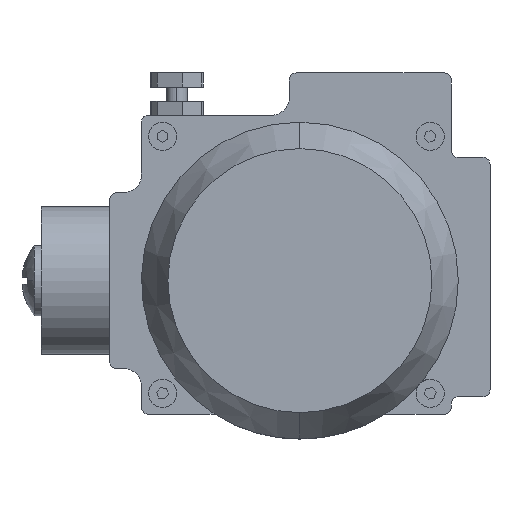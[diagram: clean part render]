
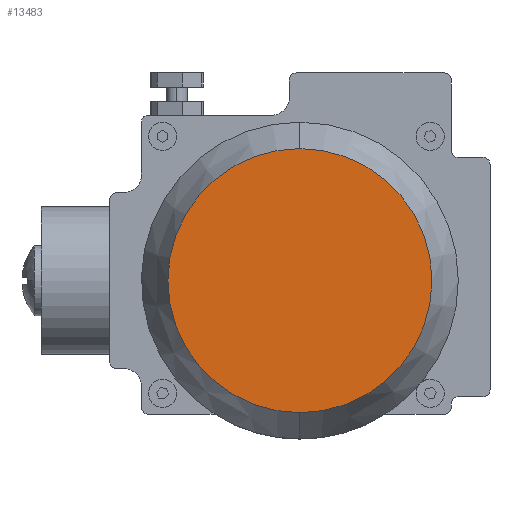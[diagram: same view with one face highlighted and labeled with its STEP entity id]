
A CAD part, left-side view. The second image highlights one B-rep face of the part: STEP entity #13483.
In plain terms, the highlighted planar face has unit normal (-1, 0, 0).
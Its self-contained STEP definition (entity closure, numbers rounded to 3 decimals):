
#89 = DIRECTION ( 'NONE',  ( 1., 0., 0. ) ) ;
#2267 = DIRECTION ( 'NONE',  ( 0., 0., -1. ) ) ;
#2967 = AXIS2_PLACEMENT_3D ( 'NONE', #11802, #3786, #9871 ) ;
#3228 = EDGE_LOOP ( 'NONE', ( #10791, #9101 ) ) ;
#3276 = CIRCLE ( 'NONE', #8972, 37.5 ) ;
#3467 = CARTESIAN_POINT ( 'NONE',  ( -106.5, 0., 0. ) ) ;
#3641 = PLANE ( 'NONE',  #8473 ) ;
#3786 = DIRECTION ( 'NONE',  ( 1., 0., 0. ) ) ;
#7100 = EDGE_CURVE ( 'NONE', #12010, #8398, #7899, .T. ) ;
#7701 = DIRECTION ( 'NONE',  ( 0., 0., 1. ) ) ;
#7899 = CIRCLE ( 'NONE', #2967, 37.5 ) ;
#8398 = VERTEX_POINT ( 'NONE', #12012 ) ;
#8473 = AXIS2_PLACEMENT_3D ( 'NONE', #14085, #13837, #7701 ) ;
#8972 = AXIS2_PLACEMENT_3D ( 'NONE', #3467, #89, #2267 ) ;
#9101 = ORIENTED_EDGE ( 'NONE', *, *, #13728, .F. ) ;
#9871 = DIRECTION ( 'NONE',  ( 0., 0., -1. ) ) ;
#10791 = ORIENTED_EDGE ( 'NONE', *, *, #7100, .F. ) ;
#11802 = CARTESIAN_POINT ( 'NONE',  ( -106.5, 0., 0. ) ) ;
#12010 = VERTEX_POINT ( 'NONE', #14485 ) ;
#12012 = CARTESIAN_POINT ( 'NONE',  ( -106.5, 0., 37.5 ) ) ;
#13483 = ADVANCED_FACE ( 'NONE', ( #14751 ), #3641, .T. ) ;
#13728 = EDGE_CURVE ( 'NONE', #8398, #12010, #3276, .T. ) ;
#13837 = DIRECTION ( 'NONE',  ( -1., 0., 0. ) ) ;
#14085 = CARTESIAN_POINT ( 'NONE',  ( -106.5, 37.5, 0. ) ) ;
#14485 = CARTESIAN_POINT ( 'NONE',  ( -106.5, 0., -37.5 ) ) ;
#14751 = FACE_OUTER_BOUND ( 'NONE', #3228, .T. ) ;
